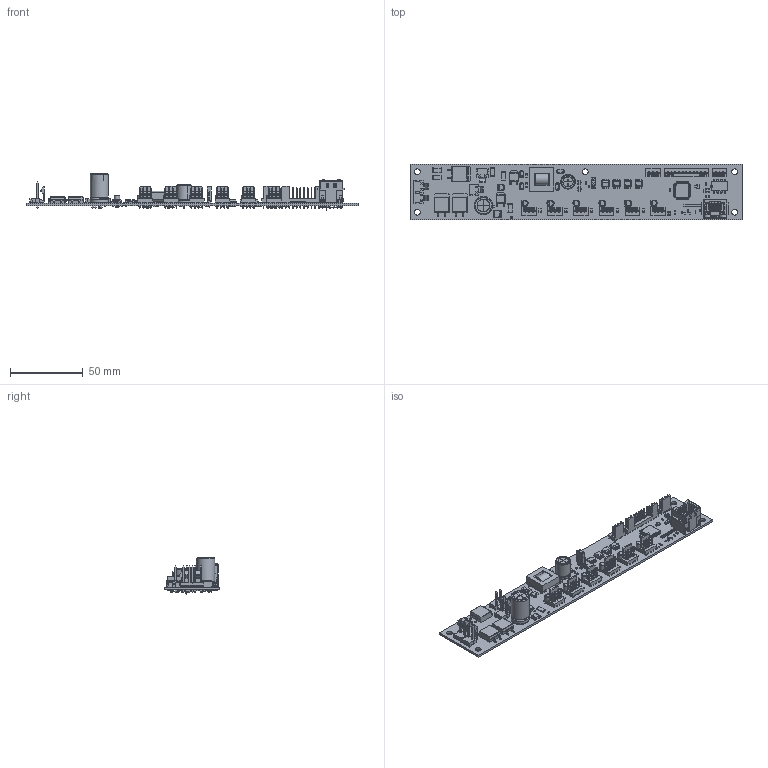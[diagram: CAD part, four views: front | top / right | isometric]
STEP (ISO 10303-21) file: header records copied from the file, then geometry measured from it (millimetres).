
FILE_DESCRIPTION(('for SolidWorks'),'2;1');
FILE_NAME( 'Cirrus-6.step', '2020-05-05T14:08:49',('NLavoie'),(''), 'Open CASCADE STEP processor 6.6','DipTrace','Unknown');
FILE_SCHEMA(('AUTOMOTIVE_DESIGN { 1 0 10303 214 1 1 1 1 }'));
Length unit declared in the file: millimetre
Products named in the file (29): PCB_Cirrus-6; Board_Cirrus-6; cap_4x5.4; cap_0603; CapRad12.5x20; cap_1206; CapRad10x12.5; d2pak; sma; res_2512; soic-8_150mil; sot23-5; sot23; qfp-44_12x12x0.8; sdip-8; MLX022292041; MLX022284033; MLX022292121; 44344; MLX026604020; dpak; res_0603; res_1206; 44108; 56124; sod-123f; Crystal_3smt
Assembly tree (165 placements, depth 2):
  PCB_Cirrus-6
    Board_Cirrus-6
    cap_4x5.4  x7
    cap_0603  x28
    CapRad12.5x20
    cap_1206
    CapRad10x12.5
    d2pak  x3
    sma  x4
    res_2512  x3
    res_2512  x8
    soic-8_150mil  x3
    soic-8_150mil  x2
    sot23-5
    sot23  x8
    qfp-44_12x12x0.8
    sdip-8
    MLX022292041  x8
    MLX022284033
    MLX022292121
    44344
    MLX026604020  x4
    dpak  x2
    res_0603  x52
    res_1206  x13
    44108
    56124
    sod-123f  x7
    Crystal_3smt
Bounding box: 228.6 x 38.1 x 25.04 mm (x, y, z)
Volume: 19382.2 mm3; surface area: 40170 mm2
Topology: 138 solids, 368 shells, 11062 faces, 28835 edges, 18247 vertices
Faces by surface type: plane 7668, bspline 2058, cylinder 922, revolution 205, torus 115, sphere 80, cone 14
Full cylindrical faces by diameter (mm): 0.4 x2, 0.6 x1, 0.889 x8, 0.914 x2, 0.965 x2, 0.991 x3, 1.016 x47, 1.168 x6, 1.702 x8, 3.251 x2, 3.6 x7, 3.962 x5, 4 x14
Entity records: 145464 total; most frequent: CARTESIAN_POINT 44992, ORIENTED_EDGE 19540, DIRECTION 12973, EDGE_CURVE 10568, VERTEX_POINT 7023, LINE 6154, VECTOR 6154, FACE_BOUND 3974
